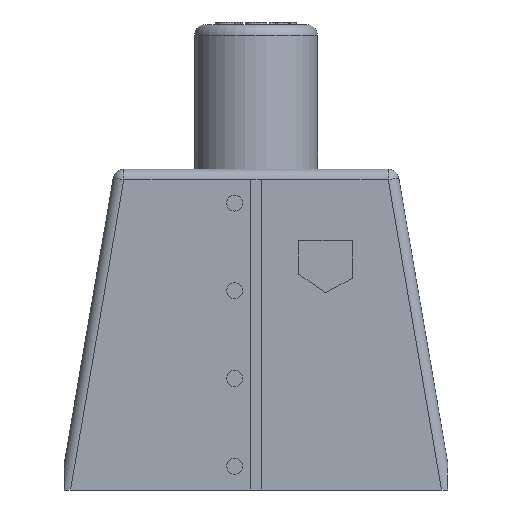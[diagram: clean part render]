
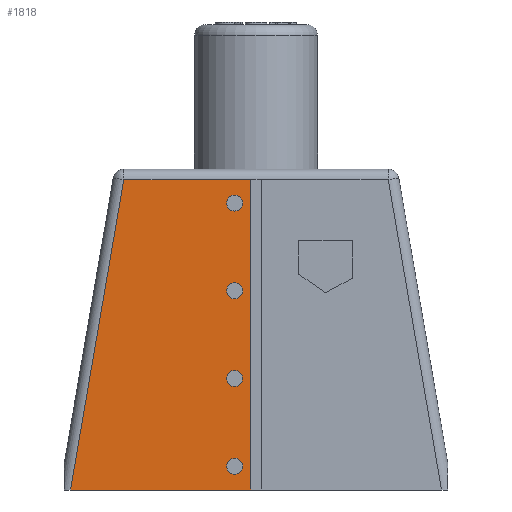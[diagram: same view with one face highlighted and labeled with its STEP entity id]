
A CAD part, front view. The second image highlights one B-rep face of the part: STEP entity #1818.
In plain terms, the highlighted planar face has unit normal (0, -1, 0).
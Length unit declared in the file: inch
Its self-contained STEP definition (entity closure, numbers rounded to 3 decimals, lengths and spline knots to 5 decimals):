
#75=CIRCLE('',#1926,0.075);
#77=CIRCLE('',#1930,0.075);
#79=CIRCLE('',#1940,0.075);
#81=CIRCLE('',#1944,0.075);
#142=FACE_BOUND('',#323,.T.);
#143=FACE_BOUND('',#324,.T.);
#144=FACE_BOUND('',#325,.T.);
#145=FACE_BOUND('',#326,.T.);
#207=FACE_OUTER_BOUND('',#322,.T.);
#322=EDGE_LOOP('',(#1417,#1418,#1419,#1420));
#323=EDGE_LOOP('',(#1421));
#324=EDGE_LOOP('',(#1422));
#325=EDGE_LOOP('',(#1423));
#326=EDGE_LOOP('',(#1424));
#478=LINE('',#3093,#661);
#482=LINE('',#3101,#665);
#495=LINE('',#3135,#678);
#496=LINE('',#3136,#679);
#661=VECTOR('',#2268,0.3937);
#665=VECTOR('',#2276,0.3937);
#678=VECTOR('',#2299,0.3937);
#679=VECTOR('',#2300,0.3937);
#819=VERTEX_POINT('',#3018);
#821=VERTEX_POINT('',#3025);
#833=VERTEX_POINT('',#3063);
#835=VERTEX_POINT('',#3070);
#841=VERTEX_POINT('',#3086);
#843=VERTEX_POINT('',#3092);
#845=VERTEX_POINT('',#3100);
#861=VERTEX_POINT('',#3134);
#1012=EDGE_CURVE('',#819,#819,#75,.T.);
#1015=EDGE_CURVE('',#821,#821,#77,.T.);
#1033=EDGE_CURVE('',#833,#833,#79,.T.);
#1036=EDGE_CURVE('',#835,#835,#81,.T.);
#1046=EDGE_CURVE('',#843,#841,#478,.T.);
#1050=EDGE_CURVE('',#843,#845,#482,.T.);
#1067=EDGE_CURVE('',#861,#841,#495,.T.);
#1068=EDGE_CURVE('',#845,#861,#496,.T.);
#1417=ORIENTED_EDGE('',*,*,#1046,.T.);
#1418=ORIENTED_EDGE('',*,*,#1067,.F.);
#1419=ORIENTED_EDGE('',*,*,#1068,.F.);
#1420=ORIENTED_EDGE('',*,*,#1050,.F.);
#1421=ORIENTED_EDGE('',*,*,#1012,.T.);
#1422=ORIENTED_EDGE('',*,*,#1015,.T.);
#1423=ORIENTED_EDGE('',*,*,#1033,.T.);
#1424=ORIENTED_EDGE('',*,*,#1036,.T.);
#1737=PLANE('',#1956);
#1818=ADVANCED_FACE('',(#207,#142,#143,#144,#145),#1737,.T.);
#1926=AXIS2_PLACEMENT_3D('',#3019,#2194,#2195);
#1930=AXIS2_PLACEMENT_3D('',#3026,#2203,#2204);
#1940=AXIS2_PLACEMENT_3D('',#3064,#2239,#2240);
#1944=AXIS2_PLACEMENT_3D('',#3071,#2248,#2249);
#1956=AXIS2_PLACEMENT_3D('',#3133,#2297,#2298);
#2194=DIRECTION('center_axis',(0.,1.,0.));
#2195=DIRECTION('ref_axis',(1.,0.,0.));
#2203=DIRECTION('center_axis',(0.,1.,0.));
#2204=DIRECTION('ref_axis',(1.,0.,0.));
#2239=DIRECTION('center_axis',(0.,1.,0.));
#2240=DIRECTION('ref_axis',(1.,0.,0.));
#2248=DIRECTION('center_axis',(0.,1.,0.));
#2249=DIRECTION('ref_axis',(1.,0.,0.));
#2268=DIRECTION('',(0.,0.,1.));
#2276=DIRECTION('',(-1.,0.,0.));
#2297=DIRECTION('center_axis',(0.,-1.,0.));
#2298=DIRECTION('ref_axis',(1.,0.,0.));
#2299=DIRECTION('',(1.,0.,0.));
#2300=DIRECTION('',(0.169,0.,0.986));
#3018=CARTESIAN_POINT('',(-0.275,-0.825,0.22222));
#3019=CARTESIAN_POINT('Origin',(-0.2,-0.825,0.22222));
#3025=CARTESIAN_POINT('',(-0.275,-0.825,2.68222));
#3026=CARTESIAN_POINT('Origin',(-0.2,-0.825,2.68222));
#3063=CARTESIAN_POINT('',(-0.275,-0.825,1.04222));
#3064=CARTESIAN_POINT('Origin',(-0.2,-0.825,1.04222));
#3070=CARTESIAN_POINT('',(-0.275,-0.825,1.86222));
#3071=CARTESIAN_POINT('Origin',(-0.2,-0.825,1.86222));
#3086=CARTESIAN_POINT('',(-0.05,-0.825,2.9));
#3092=CARTESIAN_POINT('',(-0.05,-0.825,0.));
#3093=CARTESIAN_POINT('',(-0.05,-0.825,0.));
#3100=CARTESIAN_POINT('',(-1.73375,-0.825,0.));
#3101=CARTESIAN_POINT('',(1.794,-0.825,0.));
#3133=CARTESIAN_POINT('Origin',(-1.794,-0.825,0.));
#3134=CARTESIAN_POINT('',(-1.23571,-0.825,2.9));
#3135=CARTESIAN_POINT('',(-1.557,-0.825,2.9));
#3136=CARTESIAN_POINT('',(-1.71546,-0.825,0.10651));
